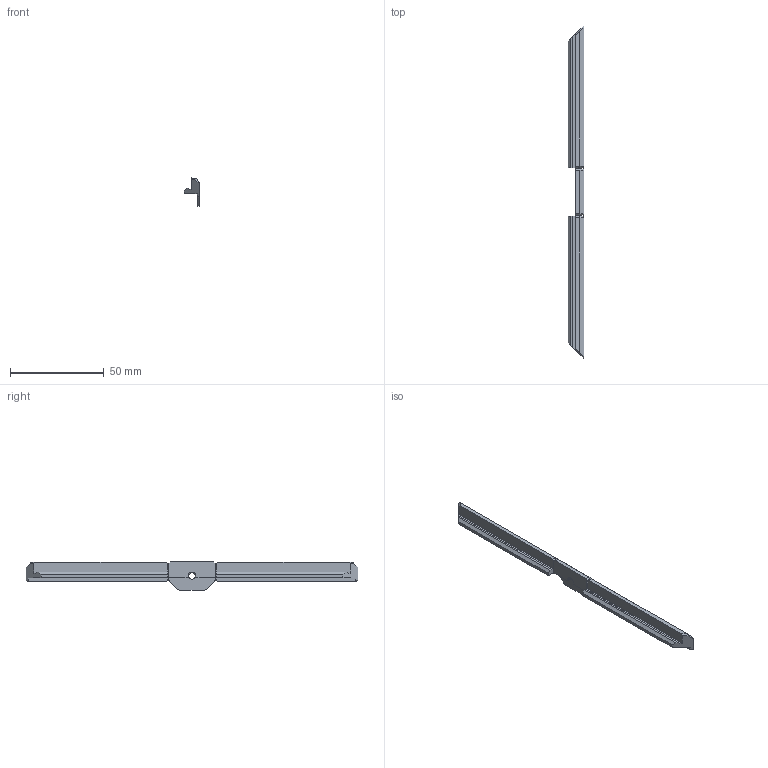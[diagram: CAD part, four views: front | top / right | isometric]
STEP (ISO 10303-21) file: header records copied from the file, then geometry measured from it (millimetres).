
FILE_DESCRIPTION(/* description */ (''),/* implementation_level */ '2;1');
FILE_NAME(/* name */ 'Gap_Seal.step',/* time_stamp */ '2023-02-24T15:34:31Z',/* author */ (''),/* organization */ (''),/* preprocessor_version */ 'ST-DEVELOPER v19.2',/* originating_system */ 'Autodesk Translation Framework v11.17.0.187',/* authorisation */ '');
FILE_SCHEMA (('AUTOMOTIVE_DESIGN { 1 0 10303 214 3 1 1 }'));
Length unit declared in the file: millimetre
Products named in the file (4): Gap_Seal; Middle Panel Clip; Gap_Seal_Right; Gap_Seal_Left
Assembly tree (3 placements, depth 2):
  Gap_Seal
    Middle Panel Clip
    Gap_Seal_Right
    Gap_Seal_Left
Bounding box: 8.3 x 177.43 x 15 mm (x, y, z)
Volume: 7789.1 mm3; surface area: 6240.6 mm2
Topology: 3 solids, 3 shells, 84 faces, 221 edges, 142 vertices
Faces by surface type: plane 73, cone 6, cylinder 5
Full cylindrical faces by diameter (mm): 3.4 x1
Entity records: 2664 total; most frequent: CARTESIAN_POINT 454, ORIENTED_EDGE 442, DIRECTION 422, EDGE_CURVE 221, LINE 202, VECTOR 202, VERTEX_POINT 142, AXIS2_PLACEMENT_3D 110
